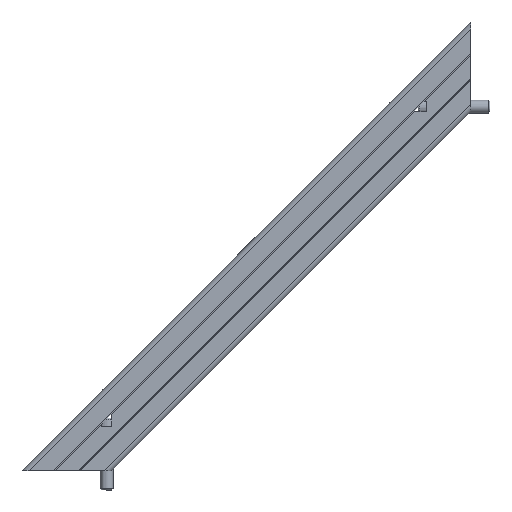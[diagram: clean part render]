
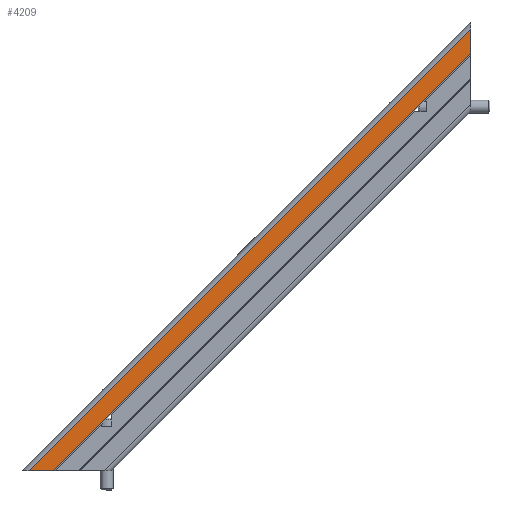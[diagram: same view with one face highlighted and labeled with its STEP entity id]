
A CAD part, front view. The second image highlights one B-rep face of the part: STEP entity #4209.
In plain terms, the highlighted planar face has unit normal (0, -1, 0).
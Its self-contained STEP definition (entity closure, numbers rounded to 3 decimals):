
#727=FACE_OUTER_BOUND('',#994,.T.);
#994=EDGE_LOOP('',(#3678,#3679,#3680,#3681));
#1361=VERTEX_POINT('',#9222);
#1362=VERTEX_POINT('',#9224);
#1446=VERTEX_POINT('',#9434);
#1511=VERTEX_POINT('',#9725);
#2029=EDGE_CURVE('',#1362,#1361,#4495,.T.);
#2136=EDGE_CURVE('',#1446,#1361,#4564,.T.);
#2278=EDGE_CURVE('',#1511,#1362,#4676,.T.);
#2280=EDGE_CURVE('',#1446,#1511,#4677,.T.);
#3678=ORIENTED_EDGE('',*,*,#2029,.T.);
#3679=ORIENTED_EDGE('',*,*,#2136,.F.);
#3680=ORIENTED_EDGE('',*,*,#2280,.T.);
#3681=ORIENTED_EDGE('',*,*,#2278,.T.);
#3953=PLANE('',#5623);
#4209=ADVANCED_FACE('',(#727),#3953,.T.);
#4495=LINE('',#9225,#4954);
#4564=LINE('',#9436,#5023);
#4676=LINE('',#9726,#5135);
#4677=LINE('',#9729,#5136);
#4954=VECTOR('',#6528,1.);
#5023=VECTOR('',#6713,1.);
#5135=VECTOR('',#7051,1.);
#5136=VECTOR('',#7056,1.);
#5623=AXIS2_PLACEMENT_3D('',#9728,#7054,#7055);
#6528=DIRECTION('',(0.,0.,1.));
#6713=DIRECTION('',(0.707,0.,0.707));
#7051=DIRECTION('',(0.707,0.,0.707));
#7054=DIRECTION('center_axis',(0.,-1.,0.));
#7055=DIRECTION('ref_axis',(0.707,0.,-0.707));
#7056=DIRECTION('',(1.,0.,0.));
#9222=CARTESIAN_POINT('',(0.,-15.,208.597));
#9224=CARTESIAN_POINT('',(0.,-15.,197.141));
#9225=CARTESIAN_POINT('',(0.,-15.,113.495));
#9434=CARTESIAN_POINT('',(-208.597,-15.,0.));
#9436=CARTESIAN_POINT('',(-210.364,-15.,-1.768));
#9725=CARTESIAN_POINT('',(-197.141,-15.,0.));
#9726=CARTESIAN_POINT('',(-204.637,-15.,-7.495));
#9728=CARTESIAN_POINT('Origin',(-210.364,-15.,-1.768));
#9729=CARTESIAN_POINT('',(-155.216,-15.,0.));
